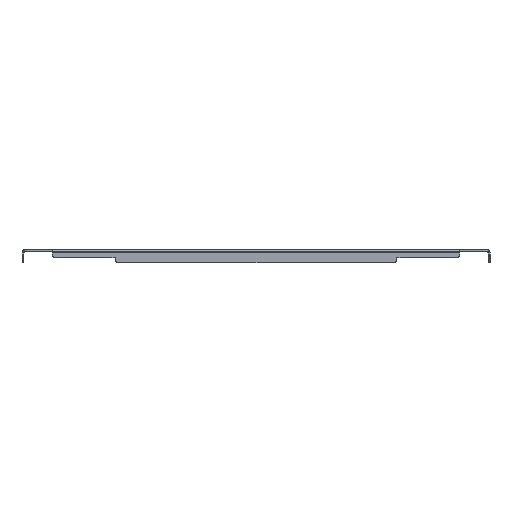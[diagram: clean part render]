
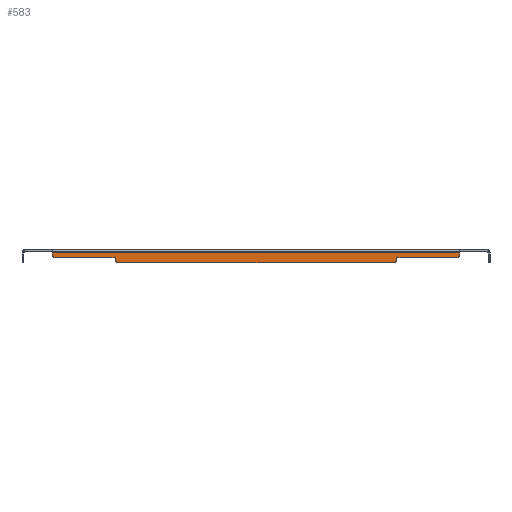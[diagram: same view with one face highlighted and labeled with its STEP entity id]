
A CAD part, left-side view. The second image highlights one B-rep face of the part: STEP entity #583.
In plain terms, the highlighted planar face has unit normal (-1, 0, 0).
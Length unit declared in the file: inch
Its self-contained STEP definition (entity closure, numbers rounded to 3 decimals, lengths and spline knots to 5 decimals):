
#6 = LINE ( 'NONE', #1044, #1183 ) ;
#55 = EDGE_CURVE ( 'NONE', #506, #482, #895, .T. ) ;
#77 = CARTESIAN_POINT ( 'NONE',  ( -33.96875, -9.28125, -0.5625 ) ) ;
#146 = VECTOR ( 'NONE', #1786, 39.37008 ) ;
#224 = LINE ( 'NONE', #586, #1040 ) ;
#305 = ORIENTED_EDGE ( 'NONE', *, *, #3433, .F. ) ;
#307 = EDGE_CURVE ( 'NONE', #1899, #1255, #3571, .T. ) ;
#350 = ORIENTED_EDGE ( 'NONE', *, *, #2427, .F. ) ;
#373 = AXIS2_PLACEMENT_3D ( 'NONE', #687, #1949, #2892 ) ;
#380 = AXIS2_PLACEMENT_3D ( 'NONE', #2344, #2700, #3681 ) ;
#482 = VERTEX_POINT ( 'NONE', #960 ) ;
#497 = ORIENTED_EDGE ( 'NONE', *, *, #621, .F. ) ;
#506 = VERTEX_POINT ( 'NONE', #625 ) ;
#515 = VERTEX_POINT ( 'NONE', #1935 ) ;
#523 = ORIENTED_EDGE ( 'NONE', *, *, #2004, .F. ) ;
#533 = CARTESIAN_POINT ( 'NONE',  ( -33.96875, 13.40625, -0.556 ) ) ;
#583 = ADVANCED_FACE ( 'NONE', ( #1021 ), #2007, .T. ) ;
#586 = CARTESIAN_POINT ( 'NONE',  ( -33.96875, -9.28125, 0. ) ) ;
#621 = EDGE_CURVE ( 'NONE', #3588, #506, #1444, .T. ) ;
#625 = CARTESIAN_POINT ( 'NONE',  ( -33.96875, 13.15625, -0.5625 ) ) ;
#687 = CARTESIAN_POINT ( 'NONE',  ( -33.96875, 13.15625, -0.3125 ) ) ;
#706 = EDGE_CURVE ( 'NONE', #482, #971, #3981, .T. ) ;
#799 = CARTESIAN_POINT ( 'NONE',  ( -33.96875, -13.40625, -0.237 ) ) ;
#805 = EDGE_CURVE ( 'NONE', #4009, #3624, #3054, .T. ) ;
#806 = DIRECTION ( 'NONE',  ( 0., 1., 0. ) ) ;
#835 = CARTESIAN_POINT ( 'NONE',  ( -33.96875, -11.34375, -0.5625 ) ) ;
#852 = ORIENTED_EDGE ( 'NONE', *, *, #3929, .T. ) ;
#895 = CIRCLE ( 'NONE', #373, 0.25 ) ;
#941 = VERTEX_POINT ( 'NONE', #2172 ) ;
#960 = CARTESIAN_POINT ( 'NONE',  ( -33.96875, 13.40625, -0.3125 ) ) ;
#971 = VERTEX_POINT ( 'NONE', #1637 ) ;
#1021 = FACE_OUTER_BOUND ( 'NONE', #3098, .T. ) ;
#1040 = VECTOR ( 'NONE', #2156, 39.37008 ) ;
#1044 = CARTESIAN_POINT ( 'NONE',  ( -33.96875, -13.40625, -0.237 ) ) ;
#1183 = VECTOR ( 'NONE', #2565, 39.37008 ) ;
#1194 = AXIS2_PLACEMENT_3D ( 'NONE', #3331, #3884, #2279 ) ;
#1224 = VECTOR ( 'NONE', #2037, 39.37008 ) ;
#1255 = VERTEX_POINT ( 'NONE', #2331 ) ;
#1282 = CARTESIAN_POINT ( 'NONE',  ( -33.96875, -13.40625, -0.556 ) ) ;
#1284 = DIRECTION ( 'NONE',  ( 1., 0., 0. ) ) ;
#1319 = ORIENTED_EDGE ( 'NONE', *, *, #55, .F. ) ;
#1320 = LINE ( 'NONE', #2589, #146 ) ;
#1444 = LINE ( 'NONE', #2695, #2594 ) ;
#1458 = EDGE_CURVE ( 'NONE', #3546, #3624, #3378, .T. ) ;
#1476 = VERTEX_POINT ( 'NONE', #799 ) ;
#1591 = VECTOR ( 'NONE', #3676, 39.37008 ) ;
#1637 = CARTESIAN_POINT ( 'NONE',  ( -33.96875, 13.40625, -0.237 ) ) ;
#1786 = DIRECTION ( 'NONE',  ( 0., 0., -1. ) ) ;
#1835 = EDGE_CURVE ( 'NONE', #515, #1899, #2423, .T. ) ;
#1899 = VERTEX_POINT ( 'NONE', #2088 ) ;
#1929 = AXIS2_PLACEMENT_3D ( 'NONE', #2577, #1284, #2890 ) ;
#1935 = CARTESIAN_POINT ( 'NONE',  ( -33.96875, -9.28125, -0.625 ) ) ;
#1949 = DIRECTION ( 'NONE',  ( 1., 0., 0. ) ) ;
#1999 = CARTESIAN_POINT ( 'NONE',  ( -33.96875, 0., -0.875 ) ) ;
#2004 = EDGE_CURVE ( 'NONE', #1255, #941, #3244, .T. ) ;
#2007 = PLANE ( 'NONE',  #1194 ) ;
#2020 = EDGE_CURVE ( 'NONE', #515, #3546, #224, .T. ) ;
#2037 = DIRECTION ( 'NONE',  ( 0., -1., 0. ) ) ;
#2053 = ORIENTED_EDGE ( 'NONE', *, *, #706, .F. ) ;
#2088 = CARTESIAN_POINT ( 'NONE',  ( -33.96875, -9.03125, -0.875 ) ) ;
#2156 = DIRECTION ( 'NONE',  ( 0., 0., 1. ) ) ;
#2172 = CARTESIAN_POINT ( 'NONE',  ( -33.96875, 9.28125, -0.625 ) ) ;
#2223 = ORIENTED_EDGE ( 'NONE', *, *, #2020, .T. ) ;
#2279 = DIRECTION ( 'NONE',  ( 0., 0., 1. ) ) ;
#2289 = DIRECTION ( 'NONE',  ( 0., 1., 0. ) ) ;
#2328 = CARTESIAN_POINT ( 'NONE',  ( -33.96875, -13.40625, -0.3125 ) ) ;
#2331 = CARTESIAN_POINT ( 'NONE',  ( -33.96875, 9.03125, -0.875 ) ) ;
#2344 = CARTESIAN_POINT ( 'NONE',  ( -33.96875, -9.03125, -0.625 ) ) ;
#2382 = VECTOR ( 'NONE', #2289, 39.37008 ) ;
#2423 = CIRCLE ( 'NONE', #380, 0.25 ) ;
#2427 = EDGE_CURVE ( 'NONE', #1476, #4009, #3759, .T. ) ;
#2518 = CARTESIAN_POINT ( 'NONE',  ( -33.96875, 9.03125, -0.625 ) ) ;
#2565 = DIRECTION ( 'NONE',  ( 0., -1., 0. ) ) ;
#2577 = CARTESIAN_POINT ( 'NONE',  ( -33.96875, -13.15625, -0.3125 ) ) ;
#2587 = ORIENTED_EDGE ( 'NONE', *, *, #1835, .F. ) ;
#2589 = CARTESIAN_POINT ( 'NONE',  ( -33.96875, 9.28125, 0. ) ) ;
#2594 = VECTOR ( 'NONE', #806, 39.37008 ) ;
#2612 = CARTESIAN_POINT ( 'NONE',  ( -33.96875, 9.28125, -0.5625 ) ) ;
#2695 = CARTESIAN_POINT ( 'NONE',  ( -33.96875, 11.34375, -0.5625 ) ) ;
#2700 = DIRECTION ( 'NONE',  ( 1., 0., 0. ) ) ;
#2709 = CARTESIAN_POINT ( 'NONE',  ( -33.96875, -13.15625, -0.5625 ) ) ;
#2789 = ORIENTED_EDGE ( 'NONE', *, *, #307, .F. ) ;
#2833 = AXIS2_PLACEMENT_3D ( 'NONE', #2518, #3789, #3079 ) ;
#2864 = DIRECTION ( 'NONE',  ( 0., 0., -1. ) ) ;
#2890 = DIRECTION ( 'NONE',  ( 0., 0., 1. ) ) ;
#2892 = DIRECTION ( 'NONE',  ( 0., 0., 1. ) ) ;
#3054 = CIRCLE ( 'NONE', #1929, 0.25 ) ;
#3079 = DIRECTION ( 'NONE',  ( 0., 0., 1. ) ) ;
#3098 = EDGE_LOOP ( 'NONE', ( #2053, #1319, #497, #852, #523, #2789, #2587, #2223, #3457, #3890, #350, #305 ) ) ;
#3244 = CIRCLE ( 'NONE', #2833, 0.25 ) ;
#3331 = CARTESIAN_POINT ( 'NONE',  ( -33.96875, 15.28125, 0. ) ) ;
#3378 = LINE ( 'NONE', #835, #1224 ) ;
#3433 = EDGE_CURVE ( 'NONE', #971, #1476, #6, .T. ) ;
#3457 = ORIENTED_EDGE ( 'NONE', *, *, #1458, .T. ) ;
#3546 = VERTEX_POINT ( 'NONE', #77 ) ;
#3571 = LINE ( 'NONE', #1999, #2382 ) ;
#3588 = VERTEX_POINT ( 'NONE', #2612 ) ;
#3624 = VERTEX_POINT ( 'NONE', #2709 ) ;
#3676 = DIRECTION ( 'NONE',  ( 0., 0., 1. ) ) ;
#3681 = DIRECTION ( 'NONE',  ( 0., 0., 1. ) ) ;
#3759 = LINE ( 'NONE', #1282, #3785 ) ;
#3785 = VECTOR ( 'NONE', #2864, 39.37008 ) ;
#3789 = DIRECTION ( 'NONE',  ( 1., 0., 0. ) ) ;
#3884 = DIRECTION ( 'NONE',  ( -1., 0., 0. ) ) ;
#3890 = ORIENTED_EDGE ( 'NONE', *, *, #805, .F. ) ;
#3929 = EDGE_CURVE ( 'NONE', #3588, #941, #1320, .T. ) ;
#3981 = LINE ( 'NONE', #533, #1591 ) ;
#4009 = VERTEX_POINT ( 'NONE', #2328 ) ;
